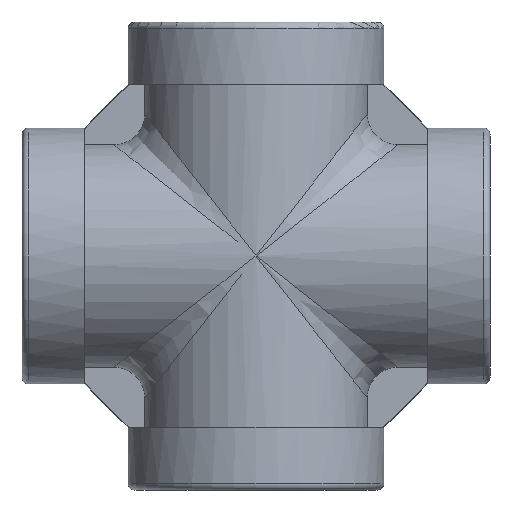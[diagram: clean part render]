
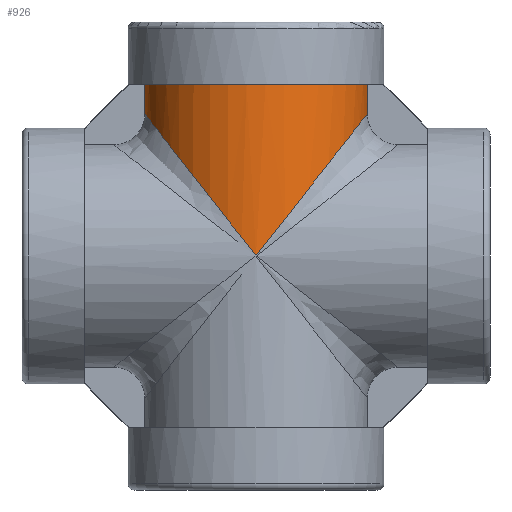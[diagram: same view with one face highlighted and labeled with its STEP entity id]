
A CAD part, left-side view. The second image highlights one B-rep face of the part: STEP entity #926.
In plain terms, the highlighted cylindrical face has radius 18 mm (diameter 36 mm), a partial arc.
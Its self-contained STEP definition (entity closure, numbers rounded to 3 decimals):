
#92=LINE('',#1549,#144);
#93=LINE('',#1553,#145);
#144=VECTOR('',#1253,1000.);
#145=VECTOR('',#1256,1000.);
#198=ELLIPSE('',#1040,29.206,18.);
#199=ELLIPSE('',#1041,29.206,18.);
#303=ORIENTED_EDGE('',*,*,#540,.T.);
#304=ORIENTED_EDGE('',*,*,#541,.T.);
#305=ORIENTED_EDGE('',*,*,#542,.F.);
#306=ORIENTED_EDGE('',*,*,#543,.F.);
#307=ORIENTED_EDGE('',*,*,#544,.F.);
#540=EDGE_CURVE('',#650,#625,#198,.T.);
#541=EDGE_CURVE('',#625,#651,#199,.T.);
#542=EDGE_CURVE('',#652,#651,#92,.T.);
#543=EDGE_CURVE('',#653,#652,#694,.F.);
#544=EDGE_CURVE('',#650,#653,#93,.F.);
#625=VERTEX_POINT('',#1464);
#650=VERTEX_POINT('',#1546);
#651=VERTEX_POINT('',#1548);
#652=VERTEX_POINT('',#1550);
#653=VERTEX_POINT('',#1552);
#694=CIRCLE('',#1042,18.);
#754=EDGE_LOOP('',(#303,#304,#305,#306,#307));
#834=FACE_BOUND('',#754,.T.);
#899=CYLINDRICAL_SURFACE('',#1039,18.);
#926=ADVANCED_FACE('',(#834),#899,.T.);
#1039=AXIS2_PLACEMENT_3D('',#1544,#1247,#1248);
#1040=AXIS2_PLACEMENT_3D('',#1545,#1249,#1250);
#1041=AXIS2_PLACEMENT_3D('',#1547,#1251,#1252);
#1042=AXIS2_PLACEMENT_3D('',#1551,#1254,#1255);
#1247=DIRECTION('',(0.,0.,-1.));
#1248=DIRECTION('',(-1.,0.,0.));
#1249=DIRECTION('',(0.,-0.788,0.616));
#1250=DIRECTION('',(0.,-0.616,-0.788));
#1251=DIRECTION('',(0.,0.788,0.616));
#1252=DIRECTION('',(0.,0.616,-0.788));
#1253=DIRECTION('',(0.,0.,-1.));
#1254=DIRECTION('',(0.,0.,-1.));
#1255=DIRECTION('',(-1.,0.,0.));
#1256=DIRECTION('',(0.,0.,-1.));
#1464=CARTESIAN_POINT('',(-18.,0.,0.));
#1544=CARTESIAN_POINT('',(0.,0.,37.5));
#1545=CARTESIAN_POINT('',(0.,0.,0.));
#1546=CARTESIAN_POINT('',(-2.5,17.826,22.777));
#1547=CARTESIAN_POINT('',(0.,0.,0.));
#1548=CARTESIAN_POINT('',(-2.5,-17.826,22.777));
#1549=CARTESIAN_POINT('',(-2.5,-17.826,37.5));
#1550=CARTESIAN_POINT('',(-2.5,-17.826,27.5));
#1551=CARTESIAN_POINT('',(0.,0.,27.5));
#1552=CARTESIAN_POINT('',(-2.5,17.826,27.5));
#1553=CARTESIAN_POINT('',(-2.5,17.826,37.5));
